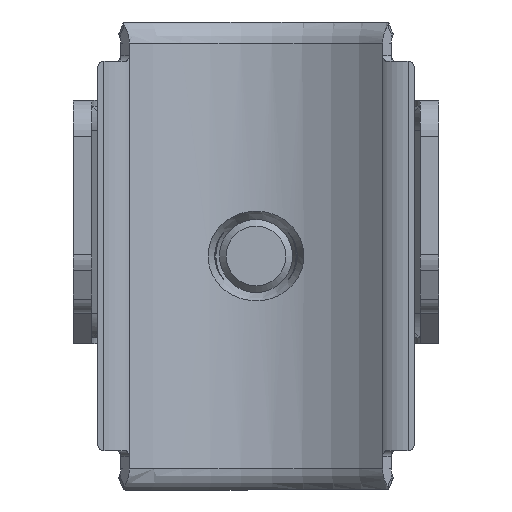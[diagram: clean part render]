
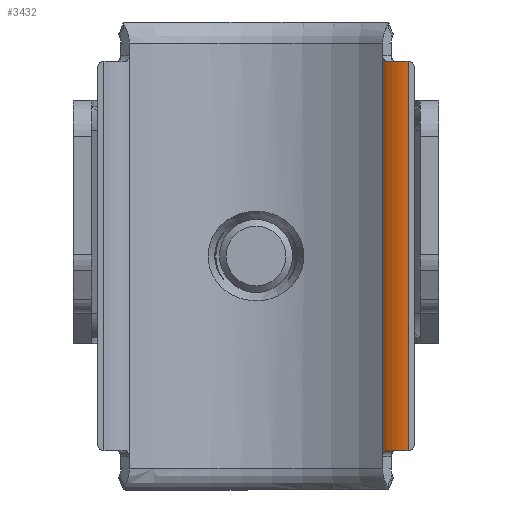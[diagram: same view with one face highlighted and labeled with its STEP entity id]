
A CAD part, front view. The second image highlights one B-rep face of the part: STEP entity #3432.
In plain terms, the highlighted cylindrical face has radius 3 mm (diameter 6 mm), a partial arc.
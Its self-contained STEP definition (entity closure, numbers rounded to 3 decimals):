
#112 = CYLINDRICAL_SURFACE ( 'NONE', #4970, 3. ) ;
#121 = FACE_OUTER_BOUND ( 'NONE', #1697, .T. ) ;
#1249 = ORIENTED_EDGE ( 'NONE', *, *, #4372, .T. ) ;
#1284 = ORIENTED_EDGE ( 'NONE', *, *, #4373, .F. ) ;
#1353 = ORIENTED_EDGE ( 'NONE', *, *, #4374, .T. ) ;
#1453 = ORIENTED_EDGE ( 'NONE', *, *, #4367, .T. ) ;
#1454 = ORIENTED_EDGE ( 'NONE', *, *, #4371, .T. ) ;
#1458 = ORIENTED_EDGE ( 'NONE', *, *, #4370, .F. ) ;
#1697 = EDGE_LOOP ( 'NONE', ( #1458, #1453, #1454, #1249, #1284, #1353 ) ) ;
#2477 = VECTOR ( 'NONE', #3632, 1000. ) ;
#2478 = CIRCLE ( 'NONE', #5039, 3. ) ;
#2479 = CIRCLE ( 'NONE', #5038, 3. ) ;
#2481 = VECTOR ( 'NONE', #3610, 1000. ) ;
#2482 = LINE ( 'NONE', #3631, #2477 ) ;
#2484 = LINE ( 'NONE', #3609, #2481 ) ;
#3235 = CARTESIAN_POINT ( 'NONE',  ( 10.806, 5.524, -16. ) ) ;
#3255 = CARTESIAN_POINT ( 'NONE',  ( 10.417, 5.207, 16.5 ) ) ;
#3274 = CARTESIAN_POINT ( 'NONE',  ( 12.5, 6.048, 16. ) ) ;
#3306 = CARTESIAN_POINT ( 'NONE',  ( 10.806, 5.524, 16. ) ) ;
#3310 = CARTESIAN_POINT ( 'NONE',  ( 12.5, 6.048, -16. ) ) ;
#3311 = CARTESIAN_POINT ( 'NONE',  ( 10.417, 5.207, -16.5 ) ) ;
#3432 = ADVANCED_FACE ( 'NONE', ( #121 ), #112, .T. ) ;
#3609 = CARTESIAN_POINT ( 'NONE',  ( 12.5, 6.048, 17.5 ) ) ;
#3610 = DIRECTION ( 'NONE',  ( 0., 0., -1. ) ) ;
#3617 = CARTESIAN_POINT ( 'NONE',  ( 10.417, 5.207, 16.368 ) ) ;
#3618 = CARTESIAN_POINT ( 'NONE',  ( 10.455, 5.245, 16.238 ) ) ;
#3619 = CARTESIAN_POINT ( 'NONE',  ( 12.5, 3.048, 16. ) ) ;
#3620 = DIRECTION ( 'NONE',  ( 0., 0., 1. ) ) ;
#3621 = DIRECTION ( 'NONE',  ( 1., 0., 0. ) ) ;
#3622 = CARTESIAN_POINT ( 'NONE',  ( 10.696, 5.449, -16. ) ) ;
#3623 = CARTESIAN_POINT ( 'NONE',  ( 10.595, 5.368, -16.053 ) ) ;
#3624 = CARTESIAN_POINT ( 'NONE',  ( 12.5, 3.048, -16. ) ) ;
#3625 = DIRECTION ( 'NONE',  ( 0., 0., 1. ) ) ;
#3626 = DIRECTION ( 'NONE',  ( 1., 0., 0. ) ) ;
#3627 = CARTESIAN_POINT ( 'NONE',  ( 10.806, 5.524, -16. ) ) ;
#3628 = CARTESIAN_POINT ( 'NONE',  ( 10.455, 5.245, -16.238 ) ) ;
#3629 = CARTESIAN_POINT ( 'NONE',  ( 10.417, 5.207, -16.368 ) ) ;
#3630 = CARTESIAN_POINT ( 'NONE',  ( 10.417, 5.207, -16.5 ) ) ;
#3631 = CARTESIAN_POINT ( 'NONE',  ( 10.417, 5.207, 17.5 ) ) ;
#3632 = DIRECTION ( 'NONE',  ( 0., 0., -1. ) ) ;
#3633 = CARTESIAN_POINT ( 'NONE',  ( 10.417, 5.207, 16.5 ) ) ;
#3634 = CARTESIAN_POINT ( 'NONE',  ( 10.595, 5.367, 16.054 ) ) ;
#3635 = CARTESIAN_POINT ( 'NONE',  ( 10.696, 5.449, 16. ) ) ;
#3636 = CARTESIAN_POINT ( 'NONE',  ( 10.806, 5.524, 16. ) ) ;
#4029 = B_SPLINE_CURVE_WITH_KNOTS ( 'NONE', 3,
 ( #3633, #3617, #3618, #3634, #3635, #3636 ),
 .UNSPECIFIED., .F., .F.,
 ( 4, 2, 4 ),
 ( 0., 0., 0.001 ),
 .UNSPECIFIED. ) ;
#4030 = B_SPLINE_CURVE_WITH_KNOTS ( 'NONE', 3,
 ( #3627, #3622, #3623, #3628, #3629, #3630 ),
 .UNSPECIFIED., .F., .F.,
 ( 4, 2, 4 ),
 ( 0., 0., 0.001 ),
 .UNSPECIFIED. ) ;
#4367 = EDGE_CURVE ( 'NONE', #4535, #4587, #2484, .T. ) ;
#4370 = EDGE_CURVE ( 'NONE', #4535, #4583, #2479, .T. ) ;
#4371 = EDGE_CURVE ( 'NONE', #4587, #4465, #2478, .T. ) ;
#4372 = EDGE_CURVE ( 'NONE', #4465, #4588, #4030, .T. ) ;
#4373 = EDGE_CURVE ( 'NONE', #4500, #4588, #2482, .T. ) ;
#4374 = EDGE_CURVE ( 'NONE', #4500, #4583, #4029, .T. ) ;
#4465 = VERTEX_POINT ( 'NONE', #3235 ) ;
#4500 = VERTEX_POINT ( 'NONE', #3255 ) ;
#4535 = VERTEX_POINT ( 'NONE', #3274 ) ;
#4583 = VERTEX_POINT ( 'NONE', #3306 ) ;
#4587 = VERTEX_POINT ( 'NONE', #3310 ) ;
#4588 = VERTEX_POINT ( 'NONE', #3311 ) ;
#4970 = AXIS2_PLACEMENT_3D ( 'NONE', #5369, #5368, #5364 ) ;
#5038 = AXIS2_PLACEMENT_3D ( 'NONE', #3619, #3620, #3621 ) ;
#5039 = AXIS2_PLACEMENT_3D ( 'NONE', #3624, #3625, #3626 ) ;
#5364 = DIRECTION ( 'NONE',  ( -1., 0., 0. ) ) ;
#5368 = DIRECTION ( 'NONE',  ( 0., 0., -1. ) ) ;
#5369 = CARTESIAN_POINT ( 'NONE',  ( 12.5, 3.048, 17.5 ) ) ;
